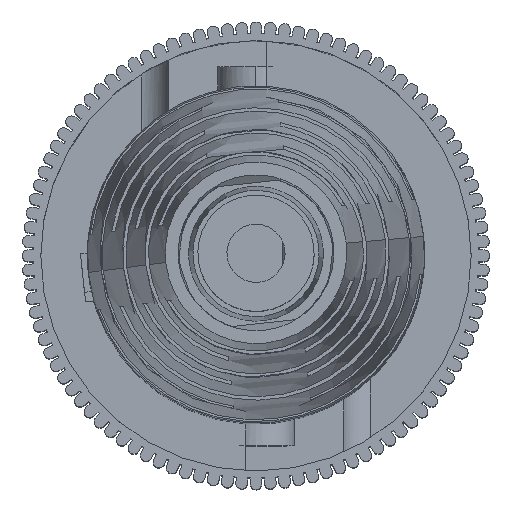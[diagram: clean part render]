
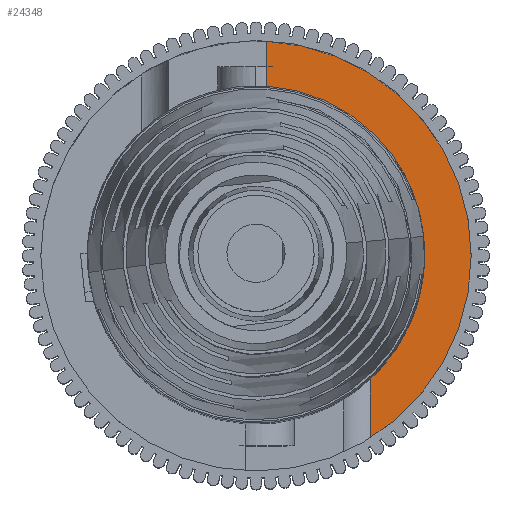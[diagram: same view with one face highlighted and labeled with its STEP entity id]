
A CAD part, top view. The second image highlights one B-rep face of the part: STEP entity #24348.
In plain terms, the highlighted planar face has unit normal (0, 0, 1).
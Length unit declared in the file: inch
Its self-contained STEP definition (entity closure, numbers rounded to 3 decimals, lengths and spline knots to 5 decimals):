
#958 = CARTESIAN_POINT ( 'NONE',  ( 0.09837, -0.15668, -0.243 ) ) ;
#959 = DIRECTION ( 'NONE',  ( 1., 0., 0. ) ) ;
#960 = DIRECTION ( 'NONE',  ( 0., 0., 1. ) ) ;
#961 = CARTESIAN_POINT ( 'NONE',  ( 0., 0., -0.243 ) ) ;
#962 = AXIS2_PLACEMENT_3D ( 'NONE', #961, #960, #959 ) ;
#963 = CIRCLE ( 'NONE', #962, 0.185 ) ;
#964 = CARTESIAN_POINT ( 'NONE',  ( 0.185, 0., -0.243 ) ) ;
#1875 = CARTESIAN_POINT ( 'NONE',  ( 0.09837, -0.10101, -0.243 ) ) ;
#1881 = CARTESIAN_POINT ( 'NONE',  ( 0.09466, 0.1045, -0.243 ) ) ;
#1882 = DIRECTION ( 'NONE',  ( 1., 0., 0. ) ) ;
#1883 = DIRECTION ( 'NONE',  ( 0., 0., -1. ) ) ;
#1884 = CARTESIAN_POINT ( 'NONE',  ( 0., 0., -0.243 ) ) ;
#1885 = AXIS2_PLACEMENT_3D ( 'NONE', #1884, #1883, #1882 ) ;
#1886 = CIRCLE ( 'NONE', #1885, 0.141 ) ;
#1887 = CARTESIAN_POINT ( 'NONE',  ( 0.009, 0.14071, -0.243 ) ) ;
#1888 = DIRECTION ( 'NONE',  ( 0., 1., 0. ) ) ;
#1889 = VECTOR ( 'NONE', #1888, 39.37008 ) ;
#1890 = CARTESIAN_POINT ( 'NONE',  ( 0.009, -0.20096, -0.243 ) ) ;
#1891 = LINE ( 'NONE', #1890, #1889 ) ;
#1892 = CARTESIAN_POINT ( 'NONE',  ( 0.009, 0.18478, -0.243 ) ) ;
#1893 = DIRECTION ( 'NONE',  ( 1., 0., 0. ) ) ;
#1894 = DIRECTION ( 'NONE',  ( 0., 0., 1. ) ) ;
#1895 = CARTESIAN_POINT ( 'NONE',  ( 0., 0., -0.243 ) ) ;
#1896 = AXIS2_PLACEMENT_3D ( 'NONE', #1895, #1894, #1893 ) ;
#1897 = CIRCLE ( 'NONE', #1896, 0.185 ) ;
#1898 = DIRECTION ( 'NONE',  ( 0., -1., 0. ) ) ;
#1899 = VECTOR ( 'NONE', #1898, 39.37008 ) ;
#1900 = CARTESIAN_POINT ( 'NONE',  ( 0.09837, 0.20096, -0.243 ) ) ;
#1901 = LINE ( 'NONE', #1900, #1899 ) ;
#1916 = FACE_OUTER_BOUND ( 'NONE', #24349, .T. ) ;
#1922 = CARTESIAN_POINT ( 'NONE',  ( 0.141, 0., -0.243 ) ) ;
#1923 = DIRECTION ( 'NONE',  ( 1., 0., 0. ) ) ;
#1938 = DIRECTION ( 'NONE',  ( 0., 0., -1. ) ) ;
#1939 = CARTESIAN_POINT ( 'NONE',  ( 0., 0., -0.243 ) ) ;
#1940 = AXIS2_PLACEMENT_3D ( 'NONE', #1939, #1938, #1923 ) ;
#1941 = CIRCLE ( 'NONE', #1940, 0.141 ) ;
#1954 = CARTESIAN_POINT ( 'NONE',  ( 0.098, 0.10138, -0.243 ) ) ;
#1955 = DIRECTION ( 'NONE',  ( 1., 0., 0. ) ) ;
#1956 = DIRECTION ( 'NONE',  ( 0., 0., -1. ) ) ;
#1957 = CARTESIAN_POINT ( 'NONE',  ( 0., 0., -0.243 ) ) ;
#1958 = AXIS2_PLACEMENT_3D ( 'NONE', #1957, #1956, #1955 ) ;
#1959 = CIRCLE ( 'NONE', #1958, 0.141 ) ;
#1960 = DIRECTION ( 'NONE',  ( 1., 0., 0. ) ) ;
#1961 = DIRECTION ( 'NONE',  ( 0., 0., 1. ) ) ;
#1962 = CARTESIAN_POINT ( 'NONE',  ( 0., 0., -0.243 ) ) ;
#1963 = AXIS2_PLACEMENT_3D ( 'NONE', #1962, #1961, #1960 ) ;
#1964 = PLANE ( 'NONE',  #1963 ) ;
#2082 = DIRECTION ( 'NONE',  ( 0., -1., 0. ) ) ;
#2083 = VECTOR ( 'NONE', #2082, 39.37008 ) ;
#2084 = CARTESIAN_POINT ( 'NONE',  ( 0.098, 0., -0.243 ) ) ;
#2085 = LINE ( 'NONE', #2084, #2083 ) ;
#2086 = CARTESIAN_POINT ( 'NONE',  ( 0.098, 0.1045, -0.243 ) ) ;
#2087 = DIRECTION ( 'NONE',  ( -1., 0., 0. ) ) ;
#2088 = VECTOR ( 'NONE', #2087, 39.37008 ) ;
#2089 = CARTESIAN_POINT ( 'NONE',  ( -0.098, 0.1045, -0.243 ) ) ;
#2095 = LINE ( 'NONE', #2089, #2088 ) ;
#23836 = VERTEX_POINT ( 'NONE', #964 ) ;
#23838 = EDGE_CURVE ( 'NONE', #23839, #23836, #963, .T. ) ;
#23839 = VERTEX_POINT ( 'NONE', #958 ) ;
#24325 = ORIENTED_EDGE ( 'NONE', *, *, #24344, .T. ) ;
#24326 = ORIENTED_EDGE ( 'NONE', *, *, #24327, .T. ) ;
#24327 = EDGE_CURVE ( 'NONE', #24342, #23839, #1901, .T. ) ;
#24328 = ORIENTED_EDGE ( 'NONE', *, *, #23838, .T. ) ;
#24329 = ORIENTED_EDGE ( 'NONE', *, *, #24330, .T. ) ;
#24330 = EDGE_CURVE ( 'NONE', #23836, #24331, #1897, .T. ) ;
#24331 = VERTEX_POINT ( 'NONE', #1892 ) ;
#24332 = ORIENTED_EDGE ( 'NONE', *, *, #24333, .F. ) ;
#24333 = EDGE_CURVE ( 'NONE', #24334, #24331, #1891, .T. ) ;
#24334 = VERTEX_POINT ( 'NONE', #1887 ) ;
#24335 = ORIENTED_EDGE ( 'NONE', *, *, #24336, .T. ) ;
#24336 = EDGE_CURVE ( 'NONE', #24334, #24337, #1886, .T. ) ;
#24337 = VERTEX_POINT ( 'NONE', #1881 ) ;
#24342 = VERTEX_POINT ( 'NONE', #1875 ) ;
#24344 = EDGE_CURVE ( 'NONE', #24345, #24342, #1941, .T. ) ;
#24345 = VERTEX_POINT ( 'NONE', #1922 ) ;
#24348 = ADVANCED_FACE ( 'NONE', ( #1916 ), #1964, .T. ) ;
#24349 = EDGE_LOOP ( 'NONE', ( #24350, #24325, #24326, #24328, #24329, #24332, #24335, #24397, #24400 ) ) ;
#24350 = ORIENTED_EDGE ( 'NONE', *, *, #24351, .T. ) ;
#24351 = EDGE_CURVE ( 'NONE', #24352, #24345, #1959, .T. ) ;
#24352 = VERTEX_POINT ( 'NONE', #1954 ) ;
#24397 = ORIENTED_EDGE ( 'NONE', *, *, #24398, .F. ) ;
#24398 = EDGE_CURVE ( 'NONE', #24399, #24337, #2095, .T. ) ;
#24399 = VERTEX_POINT ( 'NONE', #2086 ) ;
#24400 = ORIENTED_EDGE ( 'NONE', *, *, #24401, .T. ) ;
#24401 = EDGE_CURVE ( 'NONE', #24399, #24352, #2085, .T. ) ;
